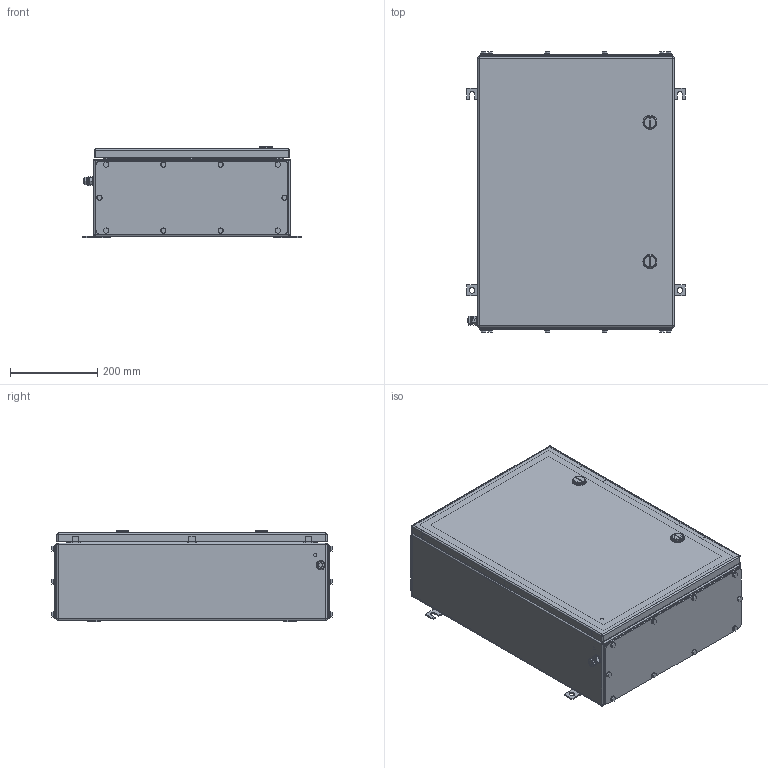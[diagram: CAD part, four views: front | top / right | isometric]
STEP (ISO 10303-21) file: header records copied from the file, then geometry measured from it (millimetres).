
FILE_DESCRIPTION(('CATIA V5 STEP Exchange','CAx-IF Rec.Pracs.--- Model Styling and Organization---1.4--- 2014-01-23'),'2;1');
FILE_NAME ('008846-7_3_1200740000_1200740000.stp','2019-09-23T09:17:31+00:00',('none'),('Weidmueller'),'CATIA Version 5-6 Release 2016 SP3 HF44','CATIA V5 STEP AP214','none');
FILE_SCHEMA(('AUTOMOTIVE_DESIGN { 1 0 10303 214 1 1 1 1 }'));
Products named in the file (1): ZUB_KTB_QL_624520_2GP
Bounding box: 501 x 642 x 209.8 mm (x, y, z)
Volume: 2230898.3 mm3; surface area: 2491223.1 mm2
Topology: 97 solids, 99 shells, 1931 faces, 4448 edges, 2794 vertices
Faces by surface type: plane 857, cylinder 832, cone 188, sphere 24, torus 22, bspline 8
Entity records: 52531 total; most frequent: CARTESIAN_POINT 11402, ORIENTED_EDGE 8736, DIRECTION 6933, EDGE_CURVE 4368, AXIS2_PLACEMENT_3D 3020, VERTEX_POINT 2794, VECTOR 2464, LINE 2464
